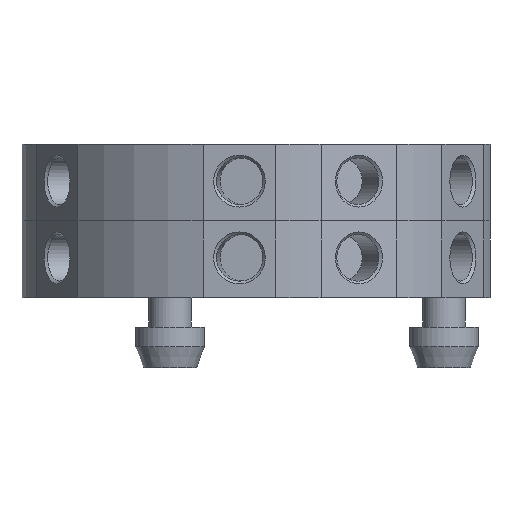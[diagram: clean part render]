
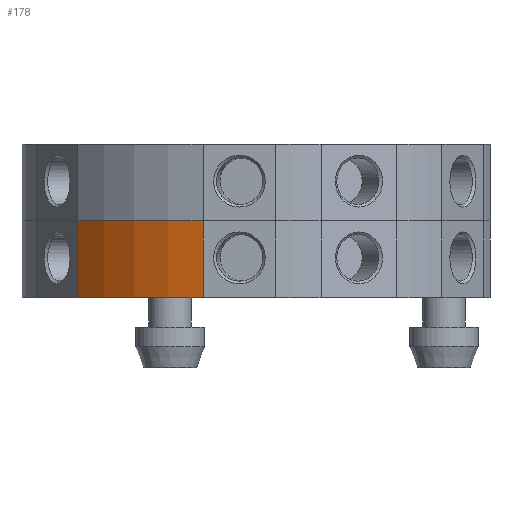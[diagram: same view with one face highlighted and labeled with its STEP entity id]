
A CAD part, left-side view. The second image highlights one B-rep face of the part: STEP entity #178.
In plain terms, the highlighted cylindrical face has radius 45 mm (diameter 90 mm), a partial arc.
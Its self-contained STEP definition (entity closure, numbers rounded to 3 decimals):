
#178 = ADVANCED_FACE( '', ( #389 ), #390, .T. );
#389 = FACE_OUTER_BOUND( '', #692, .T. );
#390 = CYLINDRICAL_SURFACE( '', #693, 45. );
#692 = EDGE_LOOP( '', ( #1131, #1132, #1133, #1134 ) );
#693 = AXIS2_PLACEMENT_3D( '', #1135, #1136, #1137 );
#1131 = ORIENTED_EDGE( '', *, *, #1565, .T. );
#1132 = ORIENTED_EDGE( '', *, *, #1566, .T. );
#1133 = ORIENTED_EDGE( '', *, *, #1567, .F. );
#1134 = ORIENTED_EDGE( '', *, *, #1568, .T. );
#1135 = CARTESIAN_POINT( '', ( 0., 0., 14.5 ) );
#1136 = DIRECTION( '', ( 0., 0., 1. ) );
#1137 = DIRECTION( '', ( -1., 0., 0. ) );
#1565 = EDGE_CURVE( '', #1820, #1821, #1822, .T. );
#1566 = EDGE_CURVE( '', #1821, #1823, #1824, .F. );
#1567 = EDGE_CURVE( '', #1825, #1823, #1826, .T. );
#1568 = EDGE_CURVE( '', #1825, #1820, #1827, .T. );
#1820 = VERTEX_POINT( '', #2130 );
#1821 = VERTEX_POINT( '', #2131 );
#1822 = CIRCLE( '', #2132, 45. );
#1823 = VERTEX_POINT( '', #2133 );
#1824 = LINE( '', #2134, #2135 );
#1825 = VERTEX_POINT( '', #2136 );
#1826 = CIRCLE( '', #2137, 45. );
#1827 = LINE( '', #2138, #2139 );
#2130 = CARTESIAN_POINT( '', ( -28.997, 34.412, 0. ) );
#2131 = CARTESIAN_POINT( '', ( -43.699, 10.741, 0. ) );
#2132 = AXIS2_PLACEMENT_3D( '', #2530, #2531, #2532 );
#2133 = CARTESIAN_POINT( '', ( -43.699, 10.741, 14.5 ) );
#2134 = CARTESIAN_POINT( '', ( -43.699, 10.741, 14.5 ) );
#2135 = VECTOR( '', #2533, 1000. );
#2136 = CARTESIAN_POINT( '', ( -28.997, 34.412, 14.5 ) );
#2137 = AXIS2_PLACEMENT_3D( '', #2534, #2535, #2536 );
#2138 = CARTESIAN_POINT( '', ( -28.997, 34.412, 14.5 ) );
#2139 = VECTOR( '', #2537, 1000. );
#2530 = CARTESIAN_POINT( '', ( 0., 0., 0. ) );
#2531 = DIRECTION( '', ( 0., 0., 1. ) );
#2532 = DIRECTION( '', ( 1., 0., 0. ) );
#2533 = DIRECTION( '', ( 0., 0., -1. ) );
#2534 = CARTESIAN_POINT( '', ( 0., 0., 14.5 ) );
#2535 = DIRECTION( '', ( 0., 0., 1. ) );
#2536 = DIRECTION( '', ( 1., 0., 0. ) );
#2537 = DIRECTION( '', ( 0., 0., -1. ) );
